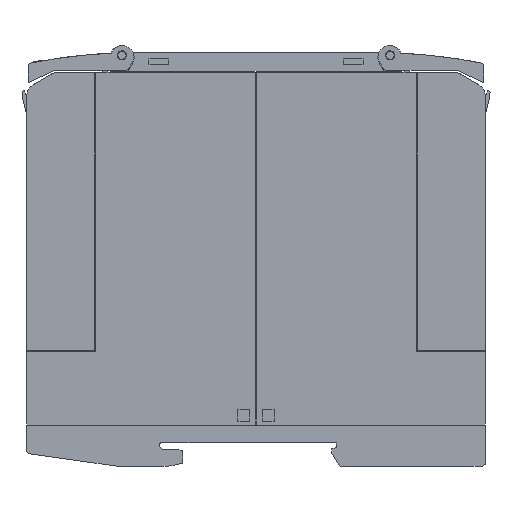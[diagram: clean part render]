
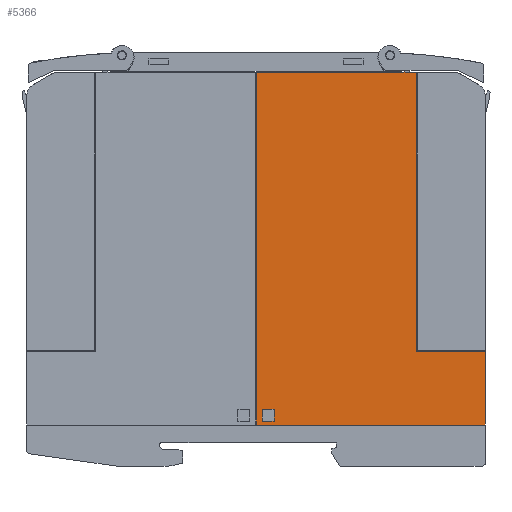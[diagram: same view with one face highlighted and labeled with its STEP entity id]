
A CAD part, left-side view. The second image highlights one B-rep face of the part: STEP entity #5366.
In plain terms, the highlighted planar face has unit normal (-1, 0, 0).
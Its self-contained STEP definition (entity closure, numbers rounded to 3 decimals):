
#5366=ADVANCED_FACE('',(#10929,#10930),#10931,.T.);
#10929=FACE_BOUND('',#16559,.T.);
#10930=FACE_OUTER_BOUND('',#16560,.T.);
#10931=PLANE('',#16561);
#16559=EDGE_LOOP('',(#33624,#33625,#33626,#33627));
#16560=EDGE_LOOP('',(#33628,#33629,#33630,#33631,#33632,#33633));
#16561=AXIS2_PLACEMENT_3D('',#33634,#33635,#33636);
#33624=ORIENTED_EDGE('',*,*,#40953,.T.);
#33625=ORIENTED_EDGE('',*,*,#40929,.T.);
#33626=ORIENTED_EDGE('',*,*,#40937,.T.);
#33627=ORIENTED_EDGE('',*,*,#40950,.T.);
#33628=ORIENTED_EDGE('',*,*,#36368,.T.);
#33629=ORIENTED_EDGE('',*,*,#36394,.T.);
#33630=ORIENTED_EDGE('',*,*,#40960,.T.);
#33631=ORIENTED_EDGE('',*,*,#40943,.F.);
#33632=ORIENTED_EDGE('',*,*,#40961,.T.);
#33633=ORIENTED_EDGE('',*,*,#40956,.T.);
#33634=CARTESIAN_POINT('',(0.0,25.949,9.001));
#33635=DIRECTION('',(-1.0,0.0,0.0));
#33636=DIRECTION('',(0.0,-1.0,0.0));
#36368=EDGE_CURVE('',#44367,#44371,#44373,.T.);
#36394=EDGE_CURVE('',#44371,#44423,#44424,.T.);
#40929=EDGE_CURVE('',#51130,#51128,#51131,.T.);
#40937=EDGE_CURVE('',#51128,#51139,#51141,.T.);
#40943=EDGE_CURVE('',#51150,#51152,#51153,.T.);
#40950=EDGE_CURVE('',#51139,#51162,#51164,.T.);
#40953=EDGE_CURVE('',#51162,#51130,#51167,.T.);
#40956=EDGE_CURVE('',#51170,#44367,#51171,.T.);
#40960=EDGE_CURVE('',#44423,#51152,#51176,.T.);
#40961=EDGE_CURVE('',#51150,#51170,#51177,.T.);
#44367=VERTEX_POINT('',#56617);
#44371=VERTEX_POINT('',#56623);
#44373=LINE('',#56626,#56627);
#44423=VERTEX_POINT('',#56701);
#44424=LINE('',#56702,#56703);
#51128=VERTEX_POINT('',#66796);
#51130=VERTEX_POINT('',#66799);
#51131=LINE('',#66800,#66801);
#51139=VERTEX_POINT('',#66813);
#51141=LINE('',#66816,#66817);
#51150=VERTEX_POINT('',#66829);
#51152=VERTEX_POINT('',#66832);
#51153=LINE('',#66833,#66834);
#51162=VERTEX_POINT('',#66847);
#51164=LINE('',#66850,#66851);
#51167=LINE('',#66855,#66856);
#51170=VERTEX_POINT('',#66859);
#51171=LINE('',#66860,#66861);
#51176=LINE('',#66868,#66869);
#51177=LINE('',#66870,#66871);
#56617=CARTESIAN_POINT('',(0.0,0.999,25.101));
#56623=CARTESIAN_POINT('',(0.0,16.099,25.101));
#56626=CARTESIAN_POINT('',(0.0,17.224,25.101));
#56627=VECTOR('',#69415,1.0);
#56701=CARTESIAN_POINT('',(0.0,16.099,85.801));
#56702=CARTESIAN_POINT('',(0.0,16.099,32.226));
#56703=VECTOR('',#69440,1.0);
#66796=CARTESIAN_POINT('',(0.0,46.999,12.401));
#66799=CARTESIAN_POINT('',(0.0,49.599,12.401));
#66800=CARTESIAN_POINT('',(0.0,37.124,12.401));
#66801=VECTOR('',#73743,1.0);
#66813=CARTESIAN_POINT('',(0.0,46.999,9.801));
#66816=CARTESIAN_POINT('',(0.0,46.999,10.051));
#66817=VECTOR('',#73749,1.0);
#66829=CARTESIAN_POINT('',(0.0,50.899,9.001));
#66832=CARTESIAN_POINT('',(0.0,50.899,85.801));
#66833=CARTESIAN_POINT('',(0.0,50.899,9.001));
#66834=VECTOR('',#73754,1.0);
#66847=CARTESIAN_POINT('',(0.0,49.599,9.801));
#66850=CARTESIAN_POINT('',(0.0,37.124,9.801));
#66851=VECTOR('',#73760,1.0);
#66855=CARTESIAN_POINT('',(0.0,49.599,10.051));
#66856=VECTOR('',#73762,1.0);
#66859=CARTESIAN_POINT('',(0.0,0.999,9.001));
#66860=CARTESIAN_POINT('',(0.0,0.999,9.001));
#66861=VECTOR('',#73763,1.0);
#66868=CARTESIAN_POINT('',(0.0,50.899,85.801));
#66869=VECTOR('',#73766,1.0);
#66870=CARTESIAN_POINT('',(0.0,50.899,9.001));
#66871=VECTOR('',#73767,1.0);
#69415=DIRECTION('',(0.0,1.0,-0.0));
#69440=DIRECTION('',(0.0,0.0,1.0));
#73743=DIRECTION('',(-0.0,-1.0,-0.0));
#73749=DIRECTION('',(-0.0,-0.0,-1.0));
#73754=DIRECTION('',(0.0,0.0,1.0));
#73760=DIRECTION('',(0.0,1.0,-0.0));
#73762=DIRECTION('',(0.0,0.0,1.0));
#73763=DIRECTION('',(0.0,0.0,1.0));
#73766=DIRECTION('',(0.0,1.0,-0.0));
#73767=DIRECTION('',(0.0,-1.0,0.0));
